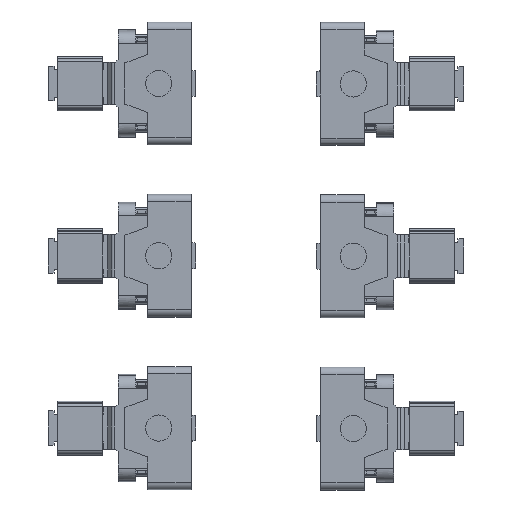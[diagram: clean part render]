
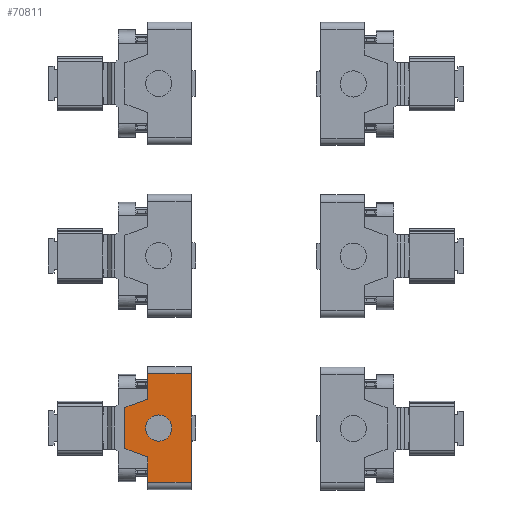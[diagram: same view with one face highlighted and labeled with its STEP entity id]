
A CAD part, front view. The second image highlights one B-rep face of the part: STEP entity #70811.
In plain terms, the highlighted planar face has unit normal (0, -1, 0).
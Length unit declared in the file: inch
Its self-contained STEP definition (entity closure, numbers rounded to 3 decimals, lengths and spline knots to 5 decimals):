
#1977 = VERTEX_POINT ( 'NONE', #137836 ) ;
#3642 = VECTOR ( 'NONE', #141338, 39.37008 ) ;
#5249 = EDGE_CURVE ( 'NONE', #149480, #98932, #23032, .T. ) ;
#5286 = VECTOR ( 'NONE', #79833, 39.37008 ) ;
#13700 = DIRECTION ( 'NONE',  ( -1., 0., 0. ) ) ;
#14506 = ORIENTED_EDGE ( 'NONE', *, *, #139399, .F. ) ;
#15358 = CARTESIAN_POINT ( 'NONE',  ( -0.8378, 0.62047, 0.00208 ) ) ;
#18607 = CARTESIAN_POINT ( 'NONE',  ( -0.93228, 0.62047, 0.53357 ) ) ;
#18790 = LINE ( 'NONE', #96007, #83312 ) ;
#18933 = VECTOR ( 'NONE', #56270, 39.37008 ) ;
#19192 = ORIENTED_EDGE ( 'NONE', *, *, #40589, .F. ) ;
#22006 = VECTOR ( 'NONE', #141565, 39.37008 ) ;
#22861 = ORIENTED_EDGE ( 'NONE', *, *, #25544, .F. ) ;
#23032 = LINE ( 'NONE', #104741, #115920 ) ;
#23941 = AXIS2_PLACEMENT_3D ( 'NONE', #18607, #103489, #30858 ) ;
#24217 = CARTESIAN_POINT ( 'NONE',  ( -0.93228, 0.62047, 0.46856 ) ) ;
#25442 = AXIS2_PLACEMENT_3D ( 'NONE', #15358, #100245, #27592 ) ;
#25544 = EDGE_CURVE ( 'NONE', #76951, #57491, #147235, .T. ) ;
#27592 = DIRECTION ( 'NONE',  ( 1., 0., 0. ) ) ;
#30858 = DIRECTION ( 'NONE',  ( -1., 0., 0. ) ) ;
#31211 = VECTOR ( 'NONE', #132384, 39.37008 ) ;
#32102 = DIRECTION ( 'NONE',  ( -0.94, 0., 0.342 ) ) ;
#33182 = VERTEX_POINT ( 'NONE', #58999 ) ;
#35551 = CARTESIAN_POINT ( 'NONE',  ( -1.12913, 0.62047, -0.17509 ) ) ;
#36135 = ORIENTED_EDGE ( 'NONE', *, *, #81484, .F. ) ;
#40589 = EDGE_CURVE ( 'NONE', #92177, #76951, #96761, .T. ) ;
#41173 = ORIENTED_EDGE ( 'NONE', *, *, #119101, .F. ) ;
#43319 = FACE_OUTER_BOUND ( 'NONE', #83268, .T. ) ;
#47415 = ORIENTED_EDGE ( 'NONE', *, *, #5249, .F. ) ;
#47565 = CARTESIAN_POINT ( 'NONE',  ( -0.93228, 0.62047, 0.53357 ) ) ;
#52989 = CARTESIAN_POINT ( 'NONE',  ( -0.55827, 0.62047, -0.46441 ) ) ;
#54196 = LINE ( 'NONE', #69066, #22006 ) ;
#55400 = ORIENTED_EDGE ( 'NONE', *, *, #106632, .F. ) ;
#56270 = DIRECTION ( 'NONE',  ( 0., 0., 1. ) ) ;
#57491 = VERTEX_POINT ( 'NONE', #66753 ) ;
#58999 = CARTESIAN_POINT ( 'NONE',  ( -1.12913, 0.62047, 0.17924 ) ) ;
#61598 = VERTEX_POINT ( 'NONE', #103153 ) ;
#62467 = CARTESIAN_POINT ( 'NONE',  ( -0.8378, 0.62047, 0.00208 ) ) ;
#66753 = CARTESIAN_POINT ( 'NONE',  ( -0.93228, 0.62047, -0.46441 ) ) ;
#68715 = CARTESIAN_POINT ( 'NONE',  ( -0.93228, 0.62047, 0.53357 ) ) ;
#69066 = CARTESIAN_POINT ( 'NONE',  ( -1.12913, 0.62047, 0.17924 ) ) ;
#69369 = CARTESIAN_POINT ( 'NONE',  ( -0.55827, 0.62047, 0.53357 ) ) ;
#70811 = ADVANCED_FACE ( 'NONE', ( #43319, #107898 ), #90765, .F. ) ;
#71628 = VERTEX_POINT ( 'NONE', #24217 ) ;
#74674 = DIRECTION ( 'NONE',  ( 1., 0., 0. ) ) ;
#76951 = VERTEX_POINT ( 'NONE', #52989 ) ;
#78024 = EDGE_CURVE ( 'NONE', #71628, #92177, #18790, .T. ) ;
#79006 = VECTOR ( 'NONE', #13700, 39.37008 ) ;
#79833 = DIRECTION ( 'NONE',  ( 0., 0., 1. ) ) ;
#79905 = EDGE_CURVE ( 'NONE', #108057, #71628, #124109, .T. ) ;
#81484 = EDGE_CURVE ( 'NONE', #57491, #149480, #98363, .T. ) ;
#83268 = EDGE_LOOP ( 'NONE', ( #86141, #14506, #41173, #47415, #36135, #22861, #19192, #151719 ) ) ;
#83312 = VECTOR ( 'NONE', #132456, 39.37008 ) ;
#84847 = CARTESIAN_POINT ( 'NONE',  ( -0.93228, 0.62047, 0.25089 ) ) ;
#86141 = ORIENTED_EDGE ( 'NONE', *, *, #79905, .F. ) ;
#90160 = CIRCLE ( 'NONE', #25442, 0.1126 ) ;
#90765 = PLANE ( 'NONE',  #23941 ) ;
#92177 = VERTEX_POINT ( 'NONE', #92224 ) ;
#92224 = CARTESIAN_POINT ( 'NONE',  ( -0.55827, 0.62047, 0.46856 ) ) ;
#96007 = CARTESIAN_POINT ( 'NONE',  ( -0.93228, 0.62047, 0.46856 ) ) ;
#96761 = LINE ( 'NONE', #69369, #3642 ) ;
#98363 = LINE ( 'NONE', #68715, #5286 ) ;
#98932 = VERTEX_POINT ( 'NONE', #35551 ) ;
#100245 = DIRECTION ( 'NONE',  ( 0., -1., 0. ) ) ;
#103153 = CARTESIAN_POINT ( 'NONE',  ( -0.95039, 0.62047, 0.00208 ) ) ;
#103489 = DIRECTION ( 'NONE',  ( 0., 1., 0. ) ) ;
#104741 = CARTESIAN_POINT ( 'NONE',  ( -0.93228, 0.62047, -0.24674 ) ) ;
#106632 = EDGE_CURVE ( 'NONE', #1977, #61598, #128846, .T. ) ;
#107898 = FACE_BOUND ( 'NONE', #130809, .T. ) ;
#108057 = VERTEX_POINT ( 'NONE', #84847 ) ;
#110031 = AXIS2_PLACEMENT_3D ( 'NONE', #62467, #147232, #74674 ) ;
#111858 = LINE ( 'NONE', #154286, #18933 ) ;
#115920 = VECTOR ( 'NONE', #32102, 39.37008 ) ;
#119101 = EDGE_CURVE ( 'NONE', #98932, #33182, #111858, .T. ) ;
#123619 = CARTESIAN_POINT ( 'NONE',  ( -0.93228, 0.62047, -0.24674 ) ) ;
#124109 = LINE ( 'NONE', #47565, #31211 ) ;
#128846 = CIRCLE ( 'NONE', #110031, 0.1126 ) ;
#130809 = EDGE_LOOP ( 'NONE', ( #55400, #143802 ) ) ;
#132384 = DIRECTION ( 'NONE',  ( 0., 0., 1. ) ) ;
#132456 = DIRECTION ( 'NONE',  ( 1., 0., 0. ) ) ;
#134045 = CARTESIAN_POINT ( 'NONE',  ( -0.93228, 0.62047, -0.46441 ) ) ;
#137836 = CARTESIAN_POINT ( 'NONE',  ( -0.7252, 0.62047, 0.00208 ) ) ;
#139399 = EDGE_CURVE ( 'NONE', #33182, #108057, #54196, .T. ) ;
#141338 = DIRECTION ( 'NONE',  ( 0., 0., -1. ) ) ;
#141565 = DIRECTION ( 'NONE',  ( 0.94, 0., 0.342 ) ) ;
#143802 = ORIENTED_EDGE ( 'NONE', *, *, #154391, .F. ) ;
#147232 = DIRECTION ( 'NONE',  ( 0., -1., 0. ) ) ;
#147235 = LINE ( 'NONE', #134045, #79006 ) ;
#149480 = VERTEX_POINT ( 'NONE', #123619 ) ;
#151719 = ORIENTED_EDGE ( 'NONE', *, *, #78024, .F. ) ;
#154286 = CARTESIAN_POINT ( 'NONE',  ( -1.12913, 0.62047, 0.53357 ) ) ;
#154391 = EDGE_CURVE ( 'NONE', #61598, #1977, #90160, .T. ) ;
